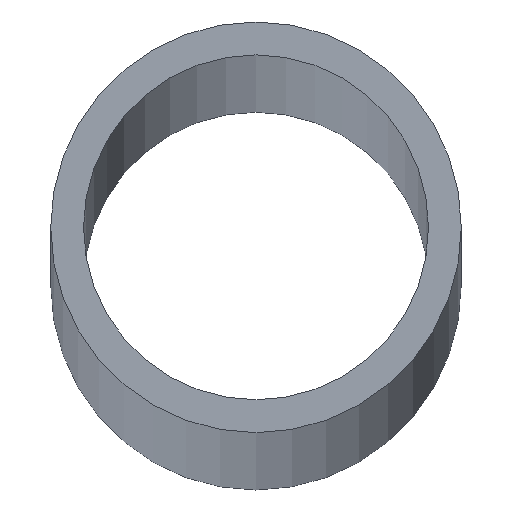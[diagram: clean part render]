
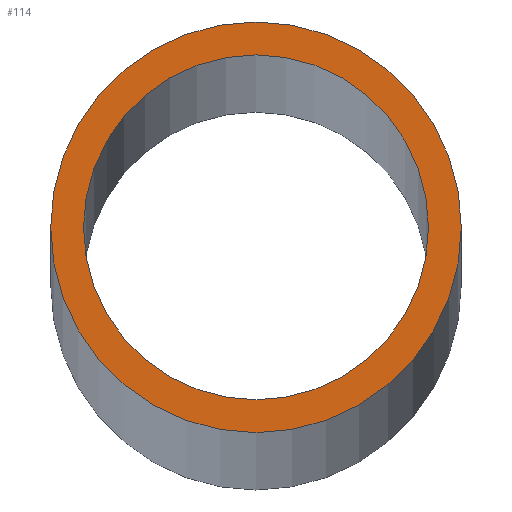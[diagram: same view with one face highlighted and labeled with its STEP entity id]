
A CAD part, top view. The second image highlights one B-rep face of the part: STEP entity #114.
In plain terms, the highlighted planar face has unit normal (0, 0, 1).
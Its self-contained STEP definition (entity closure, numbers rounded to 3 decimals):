
#8 = ORIENTED_EDGE ( 'NONE', *, *, #58, .T. ) ;
#13 = CARTESIAN_POINT ( 'NONE',  ( 0., 0., 2000. ) ) ;
#17 = CARTESIAN_POINT ( 'NONE',  ( 0., 0., 2000. ) ) ;
#26 = CARTESIAN_POINT ( 'NONE',  ( 10.5, 0., 2000. ) ) ;
#28 = AXIS2_PLACEMENT_3D ( 'NONE', #138, #69, #124 ) ;
#45 = VERTEX_POINT ( 'NONE', #106 ) ;
#47 = DIRECTION ( 'NONE',  ( 0., 0., 1. ) ) ;
#56 = AXIS2_PLACEMENT_3D ( 'NONE', #17, #115, #62 ) ;
#57 = AXIS2_PLACEMENT_3D ( 'NONE', #13, #47, #80 ) ;
#58 = EDGE_CURVE ( 'NONE', #45, #45, #162, .T. ) ;
#62 = DIRECTION ( 'NONE',  ( 1., 0., 0. ) ) ;
#69 = DIRECTION ( 'NONE',  ( 0., 0., 1. ) ) ;
#70 = EDGE_CURVE ( 'NONE', #82, #82, #159, .T. ) ;
#77 = EDGE_LOOP ( 'NONE', ( #111 ) ) ;
#80 = DIRECTION ( 'NONE',  ( 1., 0., 0. ) ) ;
#82 = VERTEX_POINT ( 'NONE', #26 ) ;
#88 = FACE_OUTER_BOUND ( 'NONE', #161, .T. ) ;
#106 = CARTESIAN_POINT ( 'NONE',  ( 12.5, 0., 2000. ) ) ;
#111 = ORIENTED_EDGE ( 'NONE', *, *, #70, .F. ) ;
#114 = ADVANCED_FACE ( 'NONE', ( #88, #135 ), #122, .T. ) ;
#115 = DIRECTION ( 'NONE',  ( 0., 0., 1. ) ) ;
#122 = PLANE ( 'NONE',  #28 ) ;
#124 = DIRECTION ( 'NONE',  ( 1., 0., 0. ) ) ;
#135 = FACE_BOUND ( 'NONE', #77, .T. ) ;
#138 = CARTESIAN_POINT ( 'NONE',  ( 0., 0., 2000. ) ) ;
#159 = CIRCLE ( 'NONE', #56, 10.5 ) ;
#161 = EDGE_LOOP ( 'NONE', ( #8 ) ) ;
#162 = CIRCLE ( 'NONE', #57, 12.5 ) ;
